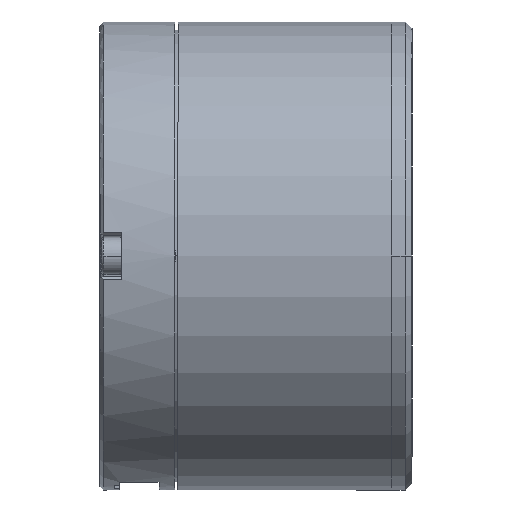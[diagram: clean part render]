
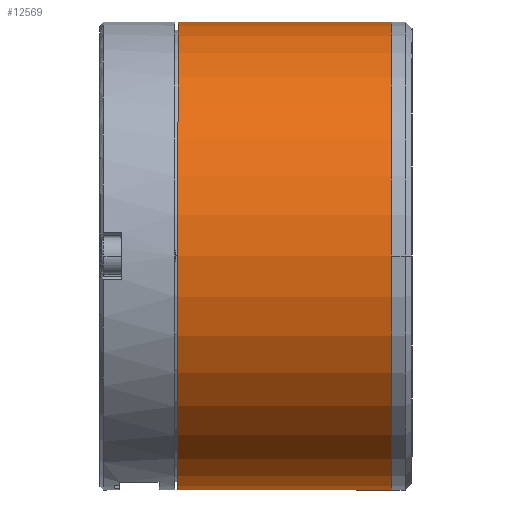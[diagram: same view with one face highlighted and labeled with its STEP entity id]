
A CAD part, front view. The second image highlights one B-rep face of the part: STEP entity #12569.
In plain terms, the highlighted cylindrical face has radius 34.5 mm (diameter 69 mm), a partial arc.
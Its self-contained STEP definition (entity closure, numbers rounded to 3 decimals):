
#664 = VERTEX_POINT ( 'NONE', #1759 ) ;
#1086 = CARTESIAN_POINT ( 'NONE',  ( -3., 0., -34.5 ) ) ;
#1148 = VERTEX_POINT ( 'NONE', #10746 ) ;
#1759 = CARTESIAN_POINT ( 'NONE',  ( -3., 0., 34.5 ) ) ;
#1980 = EDGE_CURVE ( 'NONE', #12344, #664, #6963, .T. ) ;
#2026 = CYLINDRICAL_SURFACE ( 'NONE', #3607, 34.5 ) ;
#2501 = CIRCLE ( 'NONE', #10468, 34.5 ) ;
#2985 = AXIS2_PLACEMENT_3D ( 'NONE', #3273, #11610, #4284 ) ;
#3239 = VECTOR ( 'NONE', #7150, 1000. ) ;
#3273 = CARTESIAN_POINT ( 'NONE',  ( -3., 0., 0. ) ) ;
#3607 = AXIS2_PLACEMENT_3D ( 'NONE', #11601, #6768, #5665 ) ;
#4170 = EDGE_LOOP ( 'NONE', ( #4402, #5110, #8054, #9796 ) ) ;
#4284 = DIRECTION ( 'NONE',  ( 0., 0., 1. ) ) ;
#4400 = DIRECTION ( 'NONE',  ( 0., 0., 1. ) ) ;
#4402 = ORIENTED_EDGE ( 'NONE', *, *, #8463, .F. ) ;
#4994 = VECTOR ( 'NONE', #8629, 1000. ) ;
#5110 = ORIENTED_EDGE ( 'NONE', *, *, #1980, .T. ) ;
#5665 = DIRECTION ( 'NONE',  ( 0., 0., 1. ) ) ;
#6768 = DIRECTION ( 'NONE',  ( -1., 0., 0. ) ) ;
#6963 = CIRCLE ( 'NONE', #2985, 34.5 ) ;
#7150 = DIRECTION ( 'NONE',  ( -1., 0., 0. ) ) ;
#7522 = CARTESIAN_POINT ( 'NONE',  ( -34.5, 0., 34.5 ) ) ;
#7858 = FACE_OUTER_BOUND ( 'NONE', #4170, .T. ) ;
#8054 = ORIENTED_EDGE ( 'NONE', *, *, #14091, .T. ) ;
#8463 = EDGE_CURVE ( 'NONE', #12344, #1148, #9500, .T. ) ;
#8629 = DIRECTION ( 'NONE',  ( -1., 0., 0. ) ) ;
#9500 = LINE ( 'NONE', #1086, #3239 ) ;
#9586 = CARTESIAN_POINT ( 'NONE',  ( -3., 0., -34.5 ) ) ;
#9796 = ORIENTED_EDGE ( 'NONE', *, *, #11284, .T. ) ;
#10033 = LINE ( 'NONE', #12311, #4994 ) ;
#10333 = DIRECTION ( 'NONE',  ( 1., 0., 0. ) ) ;
#10468 = AXIS2_PLACEMENT_3D ( 'NONE', #15092, #10333, #4400 ) ;
#10746 = CARTESIAN_POINT ( 'NONE',  ( -34.5, 0., -34.5 ) ) ;
#11173 = VERTEX_POINT ( 'NONE', #7522 ) ;
#11284 = EDGE_CURVE ( 'NONE', #11173, #1148, #2501, .T. ) ;
#11601 = CARTESIAN_POINT ( 'NONE',  ( -3., 0., 0. ) ) ;
#11610 = DIRECTION ( 'NONE',  ( -1., 0., 0. ) ) ;
#12311 = CARTESIAN_POINT ( 'NONE',  ( -3., 0., 34.5 ) ) ;
#12344 = VERTEX_POINT ( 'NONE', #9586 ) ;
#12569 = ADVANCED_FACE ( 'NONE', ( #7858 ), #2026, .T. ) ;
#14091 = EDGE_CURVE ( 'NONE', #664, #11173, #10033, .T. ) ;
#15092 = CARTESIAN_POINT ( 'NONE',  ( -34.5, 0., 0. ) ) ;
